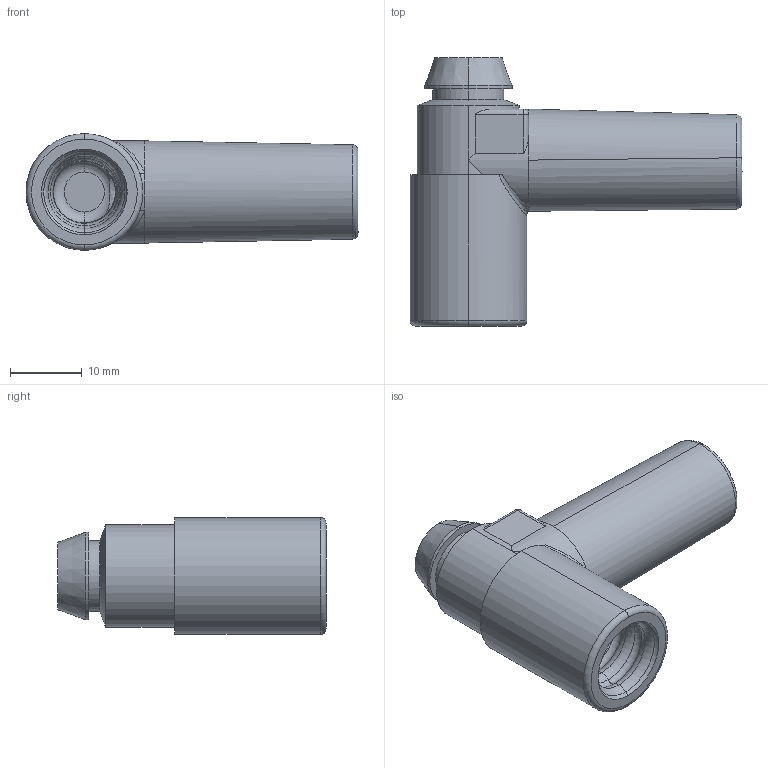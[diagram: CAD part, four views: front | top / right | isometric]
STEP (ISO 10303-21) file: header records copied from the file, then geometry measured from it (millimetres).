
FILE_DESCRIPTION (( 'STEP AP203' ), '1' );
FILE_NAME ('AB1.STEP', '2019-10-30T16:50:03', ( 'tempuser' ), ( 'Microsoft' ), 'SwSTEP 2.0', 'SolidWorks 2019', '' );
FILE_SCHEMA (( 'CONFIG_CONTROL_DESIGN' ));
Length unit declared in the file: inch
Products named in the file (1): AB1
Bounding box: 46.23 x 37.34 x 16.26 mm (x, y, z)
Volume: 7995.6 mm3; surface area: 4961.4 mm2
Topology: 1 solids, 1 shells, 82 faces, 184 edges, 103 vertices
Faces by surface type: cylinder 26, torus 24, plane 11, cone 10, bspline 9, sphere 2
Entity records: 3523 total; most frequent: CARTESIAN_POINT 1693, DIRECTION 381, ORIENTED_EDGE 364, EDGE_CURVE 182, AXIS2_PLACEMENT_3D 168, VERTEX_POINT 103, CIRCLE 94, EDGE_LOOP 85
